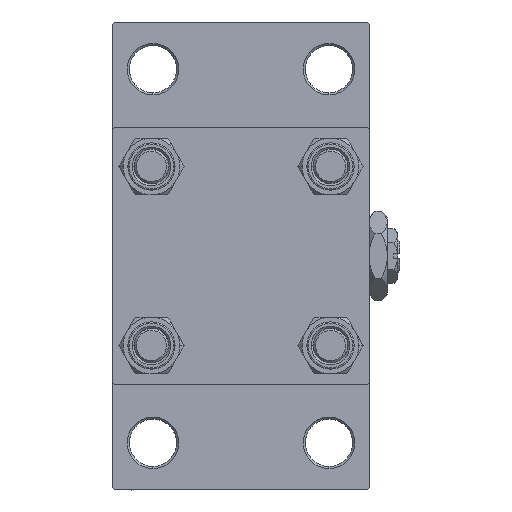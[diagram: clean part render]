
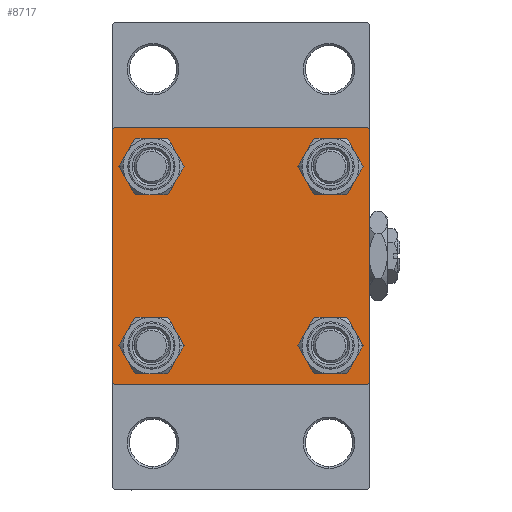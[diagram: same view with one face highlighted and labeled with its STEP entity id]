
A CAD part, left-side view. The second image highlights one B-rep face of the part: STEP entity #8717.
In plain terms, the highlighted planar face has unit normal (-1, 0, 0).
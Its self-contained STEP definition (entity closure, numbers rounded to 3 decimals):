
#173 = EDGE_CURVE ( 'NONE', #28208, #46911, #2746, .T. ) ;
#219 = DIRECTION ( 'NONE',  ( 1., 0., 0. ) ) ;
#223 = CIRCLE ( 'NONE', #29851, 4.5 ) ;
#391 = CARTESIAN_POINT ( 'NONE',  ( 0., -29.75, 29.75 ) ) ;
#676 = DIRECTION ( 'NONE',  ( 0., 0., 1. ) ) ;
#1482 = EDGE_CURVE ( 'NONE', #7310, #42212, #21178, .T. ) ;
#2746 = CIRCLE ( 'NONE', #29890, 4.5 ) ;
#3373 = DIRECTION ( 'NONE',  ( 0., 0.707, -0.707 ) ) ;
#5182 = VERTEX_POINT ( 'NONE', #13862 ) ;
#5396 = EDGE_CURVE ( 'NONE', #15542, #22836, #43711, .T. ) ;
#5750 = DIRECTION ( 'NONE',  ( 0., 0., 1. ) ) ;
#6010 = DIRECTION ( 'NONE',  ( 0., -0.707, -0.707 ) ) ;
#6351 = FACE_OUTER_BOUND ( 'NONE', #13563, .T. ) ;
#6460 = EDGE_LOOP ( 'NONE', ( #23981, #8984 ) ) ;
#7244 = LINE ( 'NONE', #46144, #47088 ) ;
#7310 = VERTEX_POINT ( 'NONE', #14695 ) ;
#7422 = VECTOR ( 'NONE', #39845, 1000. ) ;
#7578 = AXIS2_PLACEMENT_3D ( 'NONE', #50409, #33650, #49634 ) ;
#7877 = EDGE_LOOP ( 'NONE', ( #17220, #45137 ) ) ;
#7919 = ORIENTED_EDGE ( 'NONE', *, *, #22347, .T. ) ;
#8195 = ORIENTED_EDGE ( 'NONE', *, *, #38740, .T. ) ;
#8215 = DIRECTION ( 'NONE',  ( 0., -0.707, 0.707 ) ) ;
#8420 = CARTESIAN_POINT ( 'NONE',  ( 0., 30., -30. ) ) ;
#8458 = LINE ( 'NONE', #31142, #33401 ) ;
#8525 = CARTESIAN_POINT ( 'NONE',  ( 0., 20.85, -20.85 ) ) ;
#8717 = ADVANCED_FACE ( 'NONE', ( #41898, #45759, #33900, #46017, #6351 ), #10482, .T. ) ;
#8984 = ORIENTED_EDGE ( 'NONE', *, *, #39205, .T. ) ;
#9071 = CIRCLE ( 'NONE', #37861, 4.5 ) ;
#9428 = AXIS2_PLACEMENT_3D ( 'NONE', #26184, #41894, #33896 ) ;
#9484 = CARTESIAN_POINT ( 'NONE',  ( 0., 20.85, -25.35 ) ) ;
#9702 = ORIENTED_EDGE ( 'NONE', *, *, #47613, .T. ) ;
#9727 = ORIENTED_EDGE ( 'NONE', *, *, #23734, .T. ) ;
#10482 = PLANE ( 'NONE',  #7578 ) ;
#10548 = VERTEX_POINT ( 'NONE', #35445 ) ;
#11433 = CARTESIAN_POINT ( 'NONE',  ( 0., 20.85, -20.85 ) ) ;
#12242 = VERTEX_POINT ( 'NONE', #46617 ) ;
#12289 = DIRECTION ( 'NONE',  ( 0., 0., 1. ) ) ;
#13563 = EDGE_LOOP ( 'NONE', ( #37836, #7919, #27457, #38017, #14116, #9727, #19184, #9702 ) ) ;
#13715 = EDGE_CURVE ( 'NONE', #46911, #28208, #223, .T. ) ;
#13862 = CARTESIAN_POINT ( 'NONE',  ( 0., 20.85, 25.35 ) ) ;
#14116 = ORIENTED_EDGE ( 'NONE', *, *, #47399, .F. ) ;
#14695 = CARTESIAN_POINT ( 'NONE',  ( 0., 30., 29.5 ) ) ;
#14792 = VERTEX_POINT ( 'NONE', #9484 ) ;
#15542 = VERTEX_POINT ( 'NONE', #34763 ) ;
#15568 = EDGE_CURVE ( 'NONE', #36540, #5182, #27461, .T. ) ;
#17220 = ORIENTED_EDGE ( 'NONE', *, *, #173, .T. ) ;
#18040 = EDGE_CURVE ( 'NONE', #10548, #47455, #22606, .T. ) ;
#19184 = ORIENTED_EDGE ( 'NONE', *, *, #24746, .F. ) ;
#19417 = CARTESIAN_POINT ( 'NONE',  ( 0., -30., 30. ) ) ;
#19973 = LINE ( 'NONE', #391, #26795 ) ;
#20873 = CARTESIAN_POINT ( 'NONE',  ( 0., 20.85, -16.35 ) ) ;
#20962 = CARTESIAN_POINT ( 'NONE',  ( 0., -20.85, -20.85 ) ) ;
#21178 = LINE ( 'NONE', #28646, #27539 ) ;
#21553 = EDGE_LOOP ( 'NONE', ( #8195, #28139 ) ) ;
#21570 = CARTESIAN_POINT ( 'NONE',  ( 0., 20.85, 16.35 ) ) ;
#22347 = EDGE_CURVE ( 'NONE', #42212, #15542, #30737, .T. ) ;
#22606 = CIRCLE ( 'NONE', #9428, 4.5 ) ;
#22836 = VERTEX_POINT ( 'NONE', #44724 ) ;
#23240 = AXIS2_PLACEMENT_3D ( 'NONE', #11433, #27144, #23278 ) ;
#23278 = DIRECTION ( 'NONE',  ( 0., 0., 1. ) ) ;
#23652 = CIRCLE ( 'NONE', #45856, 4.5 ) ;
#23734 = EDGE_CURVE ( 'NONE', #29092, #29528, #19973, .T. ) ;
#23981 = ORIENTED_EDGE ( 'NONE', *, *, #18040, .T. ) ;
#24681 = AXIS2_PLACEMENT_3D ( 'NONE', #31110, #47317, #12289 ) ;
#24746 = EDGE_CURVE ( 'NONE', #43095, #29528, #8458, .T. ) ;
#25359 = VERTEX_POINT ( 'NONE', #20873 ) ;
#25799 = DIRECTION ( 'NONE',  ( 1., 0., 0. ) ) ;
#26184 = CARTESIAN_POINT ( 'NONE',  ( 0., -20.85, -20.85 ) ) ;
#26795 = VECTOR ( 'NONE', #44417, 1000. ) ;
#27144 = DIRECTION ( 'NONE',  ( 1., 0., 0. ) ) ;
#27457 = ORIENTED_EDGE ( 'NONE', *, *, #5396, .T. ) ;
#27461 = CIRCLE ( 'NONE', #28256, 4.5 ) ;
#27539 = VECTOR ( 'NONE', #48735, 1000. ) ;
#27850 = DIRECTION ( 'NONE',  ( 0., 0., 1. ) ) ;
#28139 = ORIENTED_EDGE ( 'NONE', *, *, #15568, .T. ) ;
#28173 = CARTESIAN_POINT ( 'NONE',  ( 0., -29.5, 30. ) ) ;
#28208 = VERTEX_POINT ( 'NONE', #50687 ) ;
#28256 = AXIS2_PLACEMENT_3D ( 'NONE', #43504, #219, #48110 ) ;
#28282 = CARTESIAN_POINT ( 'NONE',  ( 0., 30., -29.5 ) ) ;
#28491 = DIRECTION ( 'NONE',  ( 1., 0., 0. ) ) ;
#28646 = CARTESIAN_POINT ( 'NONE',  ( 0., 30., 30. ) ) ;
#28660 = EDGE_CURVE ( 'NONE', #25359, #14792, #23652, .T. ) ;
#29092 = VERTEX_POINT ( 'NONE', #45790 ) ;
#29528 = VERTEX_POINT ( 'NONE', #28173 ) ;
#29851 = AXIS2_PLACEMENT_3D ( 'NONE', #47561, #28491, #676 ) ;
#29861 = EDGE_CURVE ( 'NONE', #22836, #12242, #29904, .T. ) ;
#29879 = EDGE_LOOP ( 'NONE', ( #35992, #50720 ) ) ;
#29890 = AXIS2_PLACEMENT_3D ( 'NONE', #41243, #25799, #41499 ) ;
#29904 = LINE ( 'NONE', #42753, #33539 ) ;
#30737 = LINE ( 'NONE', #46449, #30879 ) ;
#30879 = VECTOR ( 'NONE', #6010, 1000. ) ;
#31110 = CARTESIAN_POINT ( 'NONE',  ( 0., 20.85, 20.85 ) ) ;
#31142 = CARTESIAN_POINT ( 'NONE',  ( 0., 30., 30. ) ) ;
#32920 = CIRCLE ( 'NONE', #24681, 4.5 ) ;
#33324 = CARTESIAN_POINT ( 'NONE',  ( 0., 29.5, 30. ) ) ;
#33401 = VECTOR ( 'NONE', #46845, 1000. ) ;
#33539 = VECTOR ( 'NONE', #8215, 1000. ) ;
#33650 = DIRECTION ( 'NONE',  ( -1., 0., 0. ) ) ;
#33896 = DIRECTION ( 'NONE',  ( 0., 0., 1. ) ) ;
#33900 = FACE_BOUND ( 'NONE', #29879, .T. ) ;
#34763 = CARTESIAN_POINT ( 'NONE',  ( 0., 29.5, -30. ) ) ;
#35117 = DIRECTION ( 'NONE',  ( 0., 0., -1. ) ) ;
#35445 = CARTESIAN_POINT ( 'NONE',  ( 0., -20.85, -16.35 ) ) ;
#35992 = ORIENTED_EDGE ( 'NONE', *, *, #28660, .T. ) ;
#36540 = VERTEX_POINT ( 'NONE', #21570 ) ;
#37836 = ORIENTED_EDGE ( 'NONE', *, *, #1482, .T. ) ;
#37861 = AXIS2_PLACEMENT_3D ( 'NONE', #20962, #41039, #5750 ) ;
#38017 = ORIENTED_EDGE ( 'NONE', *, *, #29861, .T. ) ;
#38740 = EDGE_CURVE ( 'NONE', #5182, #36540, #32920, .T. ) ;
#38989 = LINE ( 'NONE', #19417, #49568 ) ;
#39205 = EDGE_CURVE ( 'NONE', #47455, #10548, #9071, .T. ) ;
#39845 = DIRECTION ( 'NONE',  ( 0., -1., 0. ) ) ;
#39995 = CARTESIAN_POINT ( 'NONE',  ( 0., -20.85, -25.35 ) ) ;
#41039 = DIRECTION ( 'NONE',  ( 1., 0., 0. ) ) ;
#41243 = CARTESIAN_POINT ( 'NONE',  ( 0., -20.85, 20.85 ) ) ;
#41499 = DIRECTION ( 'NONE',  ( 0., 0., 1. ) ) ;
#41894 = DIRECTION ( 'NONE',  ( 1., 0., 0. ) ) ;
#41898 = FACE_BOUND ( 'NONE', #7877, .T. ) ;
#42212 = VERTEX_POINT ( 'NONE', #28282 ) ;
#42753 = CARTESIAN_POINT ( 'NONE',  ( 0., -29.75, -29.75 ) ) ;
#43095 = VERTEX_POINT ( 'NONE', #33324 ) ;
#43504 = CARTESIAN_POINT ( 'NONE',  ( 0., 20.85, 20.85 ) ) ;
#43711 = LINE ( 'NONE', #8420, #7422 ) ;
#43787 = CARTESIAN_POINT ( 'NONE',  ( 0., -20.85, 16.35 ) ) ;
#44417 = DIRECTION ( 'NONE',  ( 0., 0.707, 0.707 ) ) ;
#44724 = CARTESIAN_POINT ( 'NONE',  ( 0., -29.5, -30. ) ) ;
#45137 = ORIENTED_EDGE ( 'NONE', *, *, #13715, .T. ) ;
#45442 = CIRCLE ( 'NONE', #23240, 4.5 ) ;
#45759 = FACE_BOUND ( 'NONE', #6460, .T. ) ;
#45790 = CARTESIAN_POINT ( 'NONE',  ( 0., -30., 29.5 ) ) ;
#45856 = AXIS2_PLACEMENT_3D ( 'NONE', #8525, #47664, #27850 ) ;
#46017 = FACE_BOUND ( 'NONE', #21553, .T. ) ;
#46144 = CARTESIAN_POINT ( 'NONE',  ( 0., 29.75, 29.75 ) ) ;
#46449 = CARTESIAN_POINT ( 'NONE',  ( 0., 29.75, -29.75 ) ) ;
#46617 = CARTESIAN_POINT ( 'NONE',  ( 0., -30., -29.5 ) ) ;
#46845 = DIRECTION ( 'NONE',  ( 0., -1., 0. ) ) ;
#46911 = VERTEX_POINT ( 'NONE', #43787 ) ;
#47088 = VECTOR ( 'NONE', #3373, 1000. ) ;
#47317 = DIRECTION ( 'NONE',  ( 1., 0., 0. ) ) ;
#47394 = EDGE_CURVE ( 'NONE', #14792, #25359, #45442, .T. ) ;
#47399 = EDGE_CURVE ( 'NONE', #29092, #12242, #38989, .T. ) ;
#47455 = VERTEX_POINT ( 'NONE', #39995 ) ;
#47561 = CARTESIAN_POINT ( 'NONE',  ( 0., -20.85, 20.85 ) ) ;
#47613 = EDGE_CURVE ( 'NONE', #43095, #7310, #7244, .T. ) ;
#47664 = DIRECTION ( 'NONE',  ( 1., 0., 0. ) ) ;
#48110 = DIRECTION ( 'NONE',  ( 0., 0., 1. ) ) ;
#48735 = DIRECTION ( 'NONE',  ( 0., 0., -1. ) ) ;
#49568 = VECTOR ( 'NONE', #35117, 1000. ) ;
#49634 = DIRECTION ( 'NONE',  ( 0., 0., 1. ) ) ;
#50409 = CARTESIAN_POINT ( 'NONE',  ( 0., 0., 0. ) ) ;
#50687 = CARTESIAN_POINT ( 'NONE',  ( 0., -20.85, 25.35 ) ) ;
#50720 = ORIENTED_EDGE ( 'NONE', *, *, #47394, .T. ) ;
